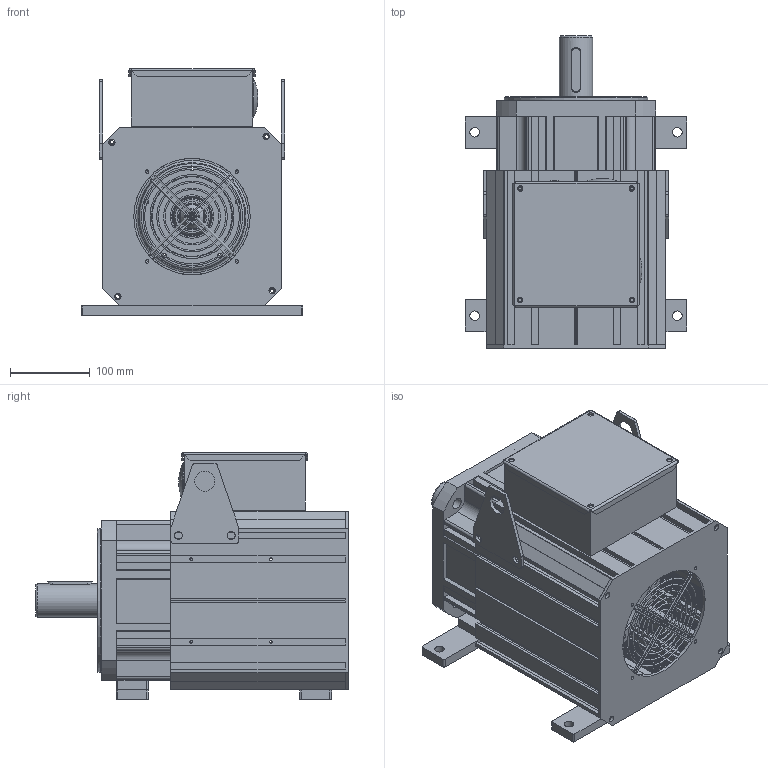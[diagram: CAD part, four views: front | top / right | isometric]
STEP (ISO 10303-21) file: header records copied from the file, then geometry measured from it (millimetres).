
FILE_DESCRIPTION(/* description */ (''),/* implementation_level */ '2;1');
FILE_NAME(/* name */ 'MRS1002F (h).stp',/* time_stamp */ '2023-12-27T14:06:00+08:00',/* author */ ('USER'),/* organization */ (''),/* preprocessor_version */ 'ST-DEVELOPER v18.1',/* originating_system */ 'Autodesk Inventor 2022',/* authorisation */ '');
FILE_SCHEMA (('AUTOMOTIVE_DESIGN { 1 0 10303 214 3 1 1 }'));
Products named in the file (1): MRS1002F (h)
Bounding box: 278 x 392 x 309.6 mm (x, y, z)
Volume: 4525443.6 mm3; surface area: 1647724.5 mm2
Topology: 13 solids, 16 shells, 3585 faces, 10276 edges, 6713 vertices
Faces by surface type: plane 2470, cylinder 522, bspline 399, cone 72, torus 68, sphere 54
Full cylindrical faces by diameter (mm): 0.01 x8, 2 x24, 3.242 x16, 4.134 x9, 4.5 x4, 5.5 x5, 6 x1, 6.647 x16, 7 x4, 8 x4, 8.5 x4, 10 x18, 10.106 x1, 12 x4, 12.7 x1, 14.5 x6, 15 x12, 17 x1, 18 x3, 19 x2, 22 x2, 25 x2, 29.6 x1, 30 x1, 35 x2, 38 x2, 40 x2, 42 x1, 44.6 x1, 45 x3
Entity records: 129167 total; most frequent: CARTESIAN_POINT 33091, ORIENTED_EDGE 20508, DIRECTION 17279, EDGE_CURVE 10254, LINE 7591, VECTOR 7591, VERTEX_POINT 6713, AXIS2_PLACEMENT_3D 4844
